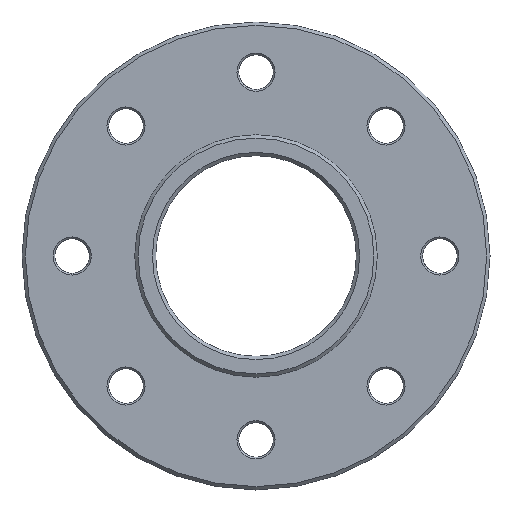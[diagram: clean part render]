
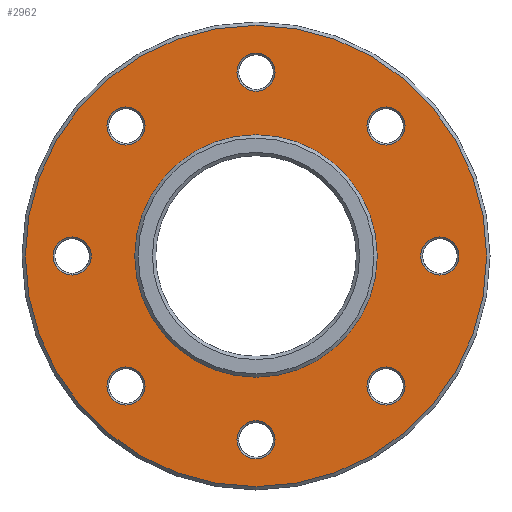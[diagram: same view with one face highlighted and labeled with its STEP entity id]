
A CAD part, front view. The second image highlights one B-rep face of the part: STEP entity #2962.
In plain terms, the highlighted planar face has unit normal (0, -1, 0).
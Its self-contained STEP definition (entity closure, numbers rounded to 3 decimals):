
#16=FACE_BOUND('',#540,.T.);
#17=FACE_BOUND('',#541,.T.);
#18=FACE_BOUND('',#542,.T.);
#19=FACE_BOUND('',#543,.T.);
#20=FACE_BOUND('',#544,.T.);
#21=FACE_BOUND('',#545,.T.);
#22=FACE_BOUND('',#546,.T.);
#23=FACE_BOUND('',#547,.T.);
#24=FACE_BOUND('',#548,.T.);
#90=PLANE('',#3222);
#137=CIRCLE('',#3131,1.142);
#138=CIRCLE('',#3132,1.142);
#143=CIRCLE('',#3142,1.142);
#144=CIRCLE('',#3143,1.142);
#149=CIRCLE('',#3153,1.142);
#150=CIRCLE('',#3154,1.142);
#155=CIRCLE('',#3164,1.142);
#156=CIRCLE('',#3165,1.142);
#161=CIRCLE('',#3175,1.142);
#162=CIRCLE('',#3176,1.142);
#167=CIRCLE('',#3186,1.142);
#168=CIRCLE('',#3187,1.142);
#173=CIRCLE('',#3197,1.142);
#174=CIRCLE('',#3198,1.142);
#179=CIRCLE('',#3208,1.142);
#180=CIRCLE('',#3209,1.142);
#187=CIRCLE('',#3220,7.25);
#188=CIRCLE('',#3221,7.25);
#189=CIRCLE('',#3223,13.8);
#190=CIRCLE('',#3224,13.8);
#372=FACE_OUTER_BOUND('',#539,.T.);
#539=EDGE_LOOP('',(#2551,#2552));
#540=EDGE_LOOP('',(#2553,#2554));
#541=EDGE_LOOP('',(#2555,#2556));
#542=EDGE_LOOP('',(#2557,#2558));
#543=EDGE_LOOP('',(#2559,#2560));
#544=EDGE_LOOP('',(#2561,#2562));
#545=EDGE_LOOP('',(#2563,#2564));
#546=EDGE_LOOP('',(#2565,#2566));
#547=EDGE_LOOP('',(#2567,#2568));
#548=EDGE_LOOP('',(#2569,#2570));
#1247=VERTEX_POINT('',#7159);
#1248=VERTEX_POINT('',#7160);
#1251=VERTEX_POINT('',#7838);
#1252=VERTEX_POINT('',#7839);
#1255=VERTEX_POINT('',#8517);
#1256=VERTEX_POINT('',#8518);
#1259=VERTEX_POINT('',#9196);
#1260=VERTEX_POINT('',#9197);
#1263=VERTEX_POINT('',#9875);
#1264=VERTEX_POINT('',#9876);
#1267=VERTEX_POINT('',#10554);
#1268=VERTEX_POINT('',#10555);
#1271=VERTEX_POINT('',#11233);
#1272=VERTEX_POINT('',#11234);
#1275=VERTEX_POINT('',#11912);
#1276=VERTEX_POINT('',#11913);
#1283=VERTEX_POINT('',#11934);
#1284=VERTEX_POINT('',#11936);
#1285=VERTEX_POINT('',#11940);
#1286=VERTEX_POINT('',#11941);
#1613=EDGE_CURVE('',#1247,#1248,#137,.T.);
#1614=EDGE_CURVE('',#1248,#1247,#138,.T.);
#1628=EDGE_CURVE('',#1251,#1252,#143,.T.);
#1629=EDGE_CURVE('',#1252,#1251,#144,.T.);
#1643=EDGE_CURVE('',#1255,#1256,#149,.T.);
#1644=EDGE_CURVE('',#1256,#1255,#150,.T.);
#1658=EDGE_CURVE('',#1259,#1260,#155,.T.);
#1659=EDGE_CURVE('',#1260,#1259,#156,.T.);
#1673=EDGE_CURVE('',#1263,#1264,#161,.T.);
#1674=EDGE_CURVE('',#1264,#1263,#162,.T.);
#1688=EDGE_CURVE('',#1267,#1268,#167,.T.);
#1689=EDGE_CURVE('',#1268,#1267,#168,.T.);
#1703=EDGE_CURVE('',#1271,#1272,#173,.T.);
#1704=EDGE_CURVE('',#1272,#1271,#174,.T.);
#1718=EDGE_CURVE('',#1275,#1276,#179,.T.);
#1719=EDGE_CURVE('',#1276,#1275,#180,.T.);
#1729=EDGE_CURVE('',#1283,#1284,#187,.T.);
#1730=EDGE_CURVE('',#1284,#1283,#188,.T.);
#1731=EDGE_CURVE('',#1285,#1286,#189,.T.);
#1732=EDGE_CURVE('',#1286,#1285,#190,.T.);
#2551=ORIENTED_EDGE('',*,*,#1731,.T.);
#2552=ORIENTED_EDGE('',*,*,#1732,.T.);
#2553=ORIENTED_EDGE('',*,*,#1613,.T.);
#2554=ORIENTED_EDGE('',*,*,#1614,.T.);
#2555=ORIENTED_EDGE('',*,*,#1628,.T.);
#2556=ORIENTED_EDGE('',*,*,#1629,.T.);
#2557=ORIENTED_EDGE('',*,*,#1643,.T.);
#2558=ORIENTED_EDGE('',*,*,#1644,.T.);
#2559=ORIENTED_EDGE('',*,*,#1658,.T.);
#2560=ORIENTED_EDGE('',*,*,#1659,.T.);
#2561=ORIENTED_EDGE('',*,*,#1673,.T.);
#2562=ORIENTED_EDGE('',*,*,#1674,.T.);
#2563=ORIENTED_EDGE('',*,*,#1688,.T.);
#2564=ORIENTED_EDGE('',*,*,#1689,.T.);
#2565=ORIENTED_EDGE('',*,*,#1703,.T.);
#2566=ORIENTED_EDGE('',*,*,#1704,.T.);
#2567=ORIENTED_EDGE('',*,*,#1718,.T.);
#2568=ORIENTED_EDGE('',*,*,#1719,.T.);
#2569=ORIENTED_EDGE('',*,*,#1730,.F.);
#2570=ORIENTED_EDGE('',*,*,#1729,.F.);
#2962=ADVANCED_FACE('',(#372,#16,#17,#18,#19,#20,#21,#22,#23,#24),#90,.T.);
#3131=AXIS2_PLACEMENT_3D('',#7161,#3639,#3640);
#3132=AXIS2_PLACEMENT_3D('',#7162,#3641,#3642);
#3142=AXIS2_PLACEMENT_3D('',#7840,#3662,#3663);
#3143=AXIS2_PLACEMENT_3D('',#7841,#3664,#3665);
#3153=AXIS2_PLACEMENT_3D('',#8519,#3685,#3686);
#3154=AXIS2_PLACEMENT_3D('',#8520,#3687,#3688);
#3164=AXIS2_PLACEMENT_3D('',#9198,#3708,#3709);
#3165=AXIS2_PLACEMENT_3D('',#9199,#3710,#3711);
#3175=AXIS2_PLACEMENT_3D('',#9877,#3731,#3732);
#3176=AXIS2_PLACEMENT_3D('',#9878,#3733,#3734);
#3186=AXIS2_PLACEMENT_3D('',#10556,#3754,#3755);
#3187=AXIS2_PLACEMENT_3D('',#10557,#3756,#3757);
#3197=AXIS2_PLACEMENT_3D('',#11235,#3777,#3778);
#3198=AXIS2_PLACEMENT_3D('',#11236,#3779,#3780);
#3208=AXIS2_PLACEMENT_3D('',#11914,#3800,#3801);
#3209=AXIS2_PLACEMENT_3D('',#11915,#3802,#3803);
#3220=AXIS2_PLACEMENT_3D('',#11937,#3827,#3828);
#3221=AXIS2_PLACEMENT_3D('',#11938,#3829,#3830);
#3222=AXIS2_PLACEMENT_3D('',#11939,#3831,#3832);
#3223=AXIS2_PLACEMENT_3D('',#11942,#3833,#3834);
#3224=AXIS2_PLACEMENT_3D('',#11943,#3835,#3836);
#3639=DIRECTION('center_axis',(0.,1.,0.));
#3640=DIRECTION('ref_axis',(0.,0.,-1.));
#3641=DIRECTION('center_axis',(0.,1.,0.));
#3642=DIRECTION('ref_axis',(0.,0.,-1.));
#3662=DIRECTION('center_axis',(0.,1.,0.));
#3663=DIRECTION('ref_axis',(0.,0.,-1.));
#3664=DIRECTION('center_axis',(0.,1.,0.));
#3665=DIRECTION('ref_axis',(0.,0.,-1.));
#3685=DIRECTION('center_axis',(0.,1.,0.));
#3686=DIRECTION('ref_axis',(0.,0.,-1.));
#3687=DIRECTION('center_axis',(0.,1.,0.));
#3688=DIRECTION('ref_axis',(0.,0.,-1.));
#3708=DIRECTION('center_axis',(0.,1.,0.));
#3709=DIRECTION('ref_axis',(0.,0.,-1.));
#3710=DIRECTION('center_axis',(0.,1.,0.));
#3711=DIRECTION('ref_axis',(0.,0.,-1.));
#3731=DIRECTION('center_axis',(0.,1.,0.));
#3732=DIRECTION('ref_axis',(0.,0.,-1.));
#3733=DIRECTION('center_axis',(0.,1.,0.));
#3734=DIRECTION('ref_axis',(0.,0.,-1.));
#3754=DIRECTION('center_axis',(0.,1.,0.));
#3755=DIRECTION('ref_axis',(0.,0.,-1.));
#3756=DIRECTION('center_axis',(0.,1.,0.));
#3757=DIRECTION('ref_axis',(0.,0.,-1.));
#3777=DIRECTION('center_axis',(0.,1.,0.));
#3778=DIRECTION('ref_axis',(0.,0.,-1.));
#3779=DIRECTION('center_axis',(0.,1.,0.));
#3780=DIRECTION('ref_axis',(0.,0.,-1.));
#3800=DIRECTION('center_axis',(0.,1.,0.));
#3801=DIRECTION('ref_axis',(0.,0.,-1.));
#3802=DIRECTION('center_axis',(0.,1.,0.));
#3803=DIRECTION('ref_axis',(0.,0.,-1.));
#3827=DIRECTION('center_axis',(0.,-1.,0.));
#3828=DIRECTION('ref_axis',(1.,0.,0.));
#3829=DIRECTION('center_axis',(0.,-1.,0.));
#3830=DIRECTION('ref_axis',(1.,0.,0.));
#3831=DIRECTION('center_axis',(0.,-1.,0.));
#3832=DIRECTION('ref_axis',(-1.,0.,0.));
#3833=DIRECTION('center_axis',(0.,-1.,0.));
#3834=DIRECTION('ref_axis',(1.,0.,0.));
#3835=DIRECTION('center_axis',(0.,-1.,0.));
#3836=DIRECTION('ref_axis',(1.,0.,0.));
#7159=CARTESIAN_POINT('',(0.,-2.5,-12.142));
#7160=CARTESIAN_POINT('',(0.,-2.5,-9.858));
#7161=CARTESIAN_POINT('Origin',(0.,-2.5,-11.));
#7162=CARTESIAN_POINT('Origin',(0.,-2.5,-11.));
#7838=CARTESIAN_POINT('',(-7.778,-2.5,-8.92));
#7839=CARTESIAN_POINT('',(-7.778,-2.5,-6.637));
#7840=CARTESIAN_POINT('Origin',(-7.778,-2.5,-7.778));
#7841=CARTESIAN_POINT('Origin',(-7.778,-2.5,-7.778));
#8517=CARTESIAN_POINT('',(7.778,-2.5,-8.92));
#8518=CARTESIAN_POINT('',(7.778,-2.5,-6.637));
#8519=CARTESIAN_POINT('Origin',(7.778,-2.5,-7.778));
#8520=CARTESIAN_POINT('Origin',(7.778,-2.5,-7.778));
#9196=CARTESIAN_POINT('',(11.,-2.5,-1.142));
#9197=CARTESIAN_POINT('',(11.,-2.5,1.142));
#9198=CARTESIAN_POINT('Origin',(11.,-2.5,0.));
#9199=CARTESIAN_POINT('Origin',(11.,-2.5,0.));
#9875=CARTESIAN_POINT('',(7.778,-2.5,6.637));
#9876=CARTESIAN_POINT('',(7.778,-2.5,8.92));
#9877=CARTESIAN_POINT('Origin',(7.778,-2.5,7.778));
#9878=CARTESIAN_POINT('Origin',(7.778,-2.5,7.778));
#10554=CARTESIAN_POINT('',(0.,-2.5,9.858));
#10555=CARTESIAN_POINT('',(0.,-2.5,12.142));
#10556=CARTESIAN_POINT('Origin',(0.,-2.5,11.));
#10557=CARTESIAN_POINT('Origin',(0.,-2.5,11.));
#11233=CARTESIAN_POINT('',(-7.778,-2.5,6.637));
#11234=CARTESIAN_POINT('',(-7.778,-2.5,8.92));
#11235=CARTESIAN_POINT('Origin',(-7.778,-2.5,7.778));
#11236=CARTESIAN_POINT('Origin',(-7.778,-2.5,7.778));
#11912=CARTESIAN_POINT('',(-11.,-2.5,-1.142));
#11913=CARTESIAN_POINT('',(-11.,-2.5,1.142));
#11914=CARTESIAN_POINT('Origin',(-11.,-2.5,0.));
#11915=CARTESIAN_POINT('Origin',(-11.,-2.5,0.));
#11934=CARTESIAN_POINT('',(7.25,-2.5,0.));
#11936=CARTESIAN_POINT('',(-7.25,-2.5,0.));
#11937=CARTESIAN_POINT('Origin',(0.,-2.5,0.));
#11938=CARTESIAN_POINT('Origin',(0.,-2.5,0.));
#11939=CARTESIAN_POINT('Origin',(0.,-2.5,0.));
#11940=CARTESIAN_POINT('',(13.8,-2.5,0.));
#11941=CARTESIAN_POINT('',(-13.8,-2.5,0.));
#11942=CARTESIAN_POINT('Origin',(0.,-2.5,0.));
#11943=CARTESIAN_POINT('Origin',(0.,-2.5,0.));
